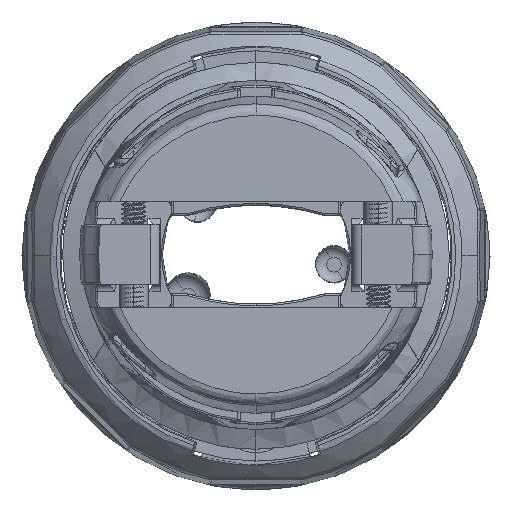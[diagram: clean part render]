
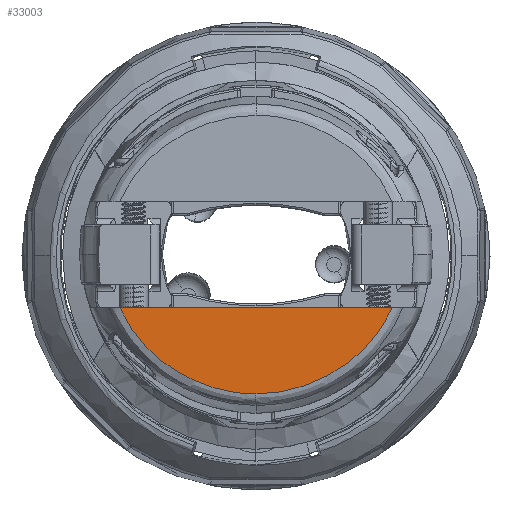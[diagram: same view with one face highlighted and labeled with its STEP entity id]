
A CAD part, top view. The second image highlights one B-rep face of the part: STEP entity #33003.
In plain terms, the highlighted planar face has unit normal (0, -0.009, 1).
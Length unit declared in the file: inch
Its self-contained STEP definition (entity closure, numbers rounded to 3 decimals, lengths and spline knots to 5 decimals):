
#2018 = EDGE_CURVE ( 'NONE', #55754, #145318, #171250, .T. ) ;
#3334 = CARTESIAN_POINT ( 'NONE',  ( 0.98412, -1.15142, 11.2111 ) ) ;
#4207 = CARTESIAN_POINT ( 'NONE',  ( -0.00004, -1.48539, 11.20819 ) ) ;
#5089 = CARTESIAN_POINT ( 'NONE',  ( 0.46376, -1.41536, 11.2088 ) ) ;
#8020 = VECTOR ( 'NONE', #132790, 39.37008 ) ;
#15279 = EDGE_CURVE ( 'NONE', #23795, #55754, #117468, .T. ) ;
#18236 = CARTESIAN_POINT ( 'NONE',  ( 1.01456, -1.12839, 11.2113 ) ) ;
#19109 = CARTESIAN_POINT ( 'NONE',  ( 1.45137, -0.56648, 11.21621 ) ) ;
#19757 = VERTEX_POINT ( 'NONE', #94682 ) ;
#23601 = CARTESIAN_POINT ( 'NONE',  ( -0.62405, -1.35623, 11.20931 ) ) ;
#23795 = VERTEX_POINT ( 'NONE', #71067 ) ;
#24470 = CARTESIAN_POINT ( 'NONE',  ( -1.01459, -1.12836, 11.2113 ) ) ;
#24547 = DIRECTION ( 'NONE',  ( 0., 1., 0.009 ) ) ;
#25065 = ORIENTED_EDGE ( 'NONE', *, *, #2018, .T. ) ;
#26200 = CARTESIAN_POINT ( 'NONE',  ( -0.30002, -1.45837, 11.20842 ) ) ;
#31393 = CARTESIAN_POINT ( 'NONE',  ( 0.15128, -1.4799, 11.20824 ) ) ;
#32257 = CARTESIAN_POINT ( 'NONE',  ( 1.30161, -0.83113, 11.2139 ) ) ;
#33003 = ADVANCED_FACE ( 'NONE', ( #92927 ), #80644, .T. ) ;
#33274 = CARTESIAN_POINT ( 'NONE',  ( -1.42028, -0.63609, 11.2156 ) ) ;
#36451 = CARTESIAN_POINT ( 'NONE',  ( 1.45137, -0.56648, 11.21621 ) ) ;
#39554 = CARTESIAN_POINT ( 'NONE',  ( 0.79345, -1.27413, 11.21003 ) ) ;
#41647 = VECTOR ( 'NONE', #141185, 39.37008 ) ;
#42816 = CARTESIAN_POINT ( 'NONE',  ( 0.29985, -1.45841, 11.20842 ) ) ;
#43550 = EDGE_CURVE ( 'NONE', #19757, #23795, #150910, .T. ) ;
#43686 = CARTESIAN_POINT ( 'NONE',  ( 0.69276, -1.32539, 11.20958 ) ) ;
#45419 = CARTESIAN_POINT ( 'NONE',  ( 0.92214, -1.19529, 11.21072 ) ) ;
#45590 = CARTESIAN_POINT ( 'NONE',  ( -1.15732, -1.00419, 11.21239 ) ) ;
#48657 = LINE ( 'NONE', #73260, #72449 ) ;
#49918 = CARTESIAN_POINT ( 'NONE',  ( -0.00004, -1.48539, 11.20819 ) ) ;
#53353 = CARTESIAN_POINT ( 'NONE',  ( -0.15146, -1.47988, 11.20824 ) ) ;
#55319 = ORIENTED_EDGE ( 'NONE', *, *, #15279, .T. ) ;
#55754 = VERTEX_POINT ( 'NONE', #119553 ) ;
#56832 = CARTESIAN_POINT ( 'NONE',  ( 0.37322, -1.44233, 11.20856 ) ) ;
#58579 = CARTESIAN_POINT ( 'NONE',  ( 0.72672, -1.30904, 11.20973 ) ) ;
#58745 = CARTESIAN_POINT ( 'NONE',  ( -1.38446, -0.70323, 11.21501 ) ) ;
#59613 = CARTESIAN_POINT ( 'NONE',  ( 0.00001, -0.56648, 11.21621 ) ) ;
#64788 = CARTESIAN_POINT ( 'NONE',  ( -0.92233, -1.19515, 11.21072 ) ) ;
#70864 = CARTESIAN_POINT ( 'NONE',  ( 1.32328, -0.79968, 11.21417 ) ) ;
#71067 = CARTESIAN_POINT ( 'NONE',  ( -1.45134, -0.56648, 11.21621 ) ) ;
#71742 = CARTESIAN_POINT ( 'NONE',  ( 1.07355, -1.08088, 11.21172 ) ) ;
#72449 = VECTOR ( 'NONE', #129368, 39.37008 ) ;
#73260 = CARTESIAN_POINT ( 'NONE',  ( 0.00001, -0.56648, 11.21621 ) ) ;
#77938 = CARTESIAN_POINT ( 'NONE',  ( -0.89081, -1.21597, 11.21054 ) ) ;
#78800 = CARTESIAN_POINT ( 'NONE',  ( -0.82654, -1.25537, 11.2102 ) ) ;
#79671 = CARTESIAN_POINT ( 'NONE',  ( -0.07624, -1.48536, 11.20819 ) ) ;
#79782 = EDGE_CURVE ( 'NONE', #100587, #19757, #48657, .T. ) ;
#79945 = EDGE_CURVE ( 'NONE', #145318, #100587, #92441, .T. ) ;
#80644 = PLANE ( 'NONE',  #147215 ) ;
#84056 = CARTESIAN_POINT ( 'NONE',  ( 1.15688, -1.00465, 11.21238 ) ) ;
#84924 = CARTESIAN_POINT ( 'NONE',  ( 0.589, -1.37088, 11.20919 ) ) ;
#85795 = CARTESIAN_POINT ( 'NONE',  ( 1.42028, -0.63614, 11.2156 ) ) ;
#86753 = CARTESIAN_POINT ( 'NONE',  ( 0.88501, -0.56648, 11.21621 ) ) ;
#86833 = CARTESIAN_POINT ( 'NONE',  ( -1.25768, -0.89238, 11.21336 ) ) ;
#92441 = LINE ( 'NONE', #158192, #8020 ) ;
#92843 = CARTESIAN_POINT ( 'NONE',  ( -0.48186, -1.40996, 11.20885 ) ) ;
#92927 = FACE_OUTER_BOUND ( 'NONE', #151039, .T. ) ;
#94682 = CARTESIAN_POINT ( 'NONE',  ( -0.88499, -0.56648, 11.21621 ) ) ;
#96293 = ORIENTED_EDGE ( 'NONE', *, *, #43550, .T. ) ;
#96338 = CARTESIAN_POINT ( 'NONE',  ( 0.53573, -1.39102, 11.20901 ) ) ;
#98065 = CARTESIAN_POINT ( 'NONE',  ( 0.51779, -1.39746, 11.20896 ) ) ;
#98927 = CARTESIAN_POINT ( 'NONE',  ( 1.1022, -1.0563, 11.21193 ) ) ;
#99098 = CARTESIAN_POINT ( 'NONE',  ( -1.10257, -1.05596, 11.21194 ) ) ;
#99964 = CARTESIAN_POINT ( 'NONE',  ( -1.45134, -0.56648, 11.21621 ) ) ;
#100587 = VERTEX_POINT ( 'NONE', #86753 ) ;
#103423 = CARTESIAN_POINT ( 'NONE',  ( -0.69302, -1.32526, 11.20959 ) ) ;
#105171 = CARTESIAN_POINT ( 'NONE',  ( -0.58907, -1.37084, 11.20919 ) ) ;
#112248 = CARTESIAN_POINT ( 'NONE',  ( -1.3028, -0.83191, 11.21389 ) ) ;
#117468 = B_SPLINE_CURVE_WITH_KNOTS ( 'NONE', 3,
 ( #99964, #33274, #58745, #112248, #86833, #165679, #45590, #99098, #144659, #24470, #133195, #64788, #77938, #78800, #129748, #146396, #103423, #23601, #105171, #131460, #92843, #170852, #26200, #53353, #79671, #49918 ),
 .UNSPECIFIED., .F., .F.,
 ( 4, 2, 2, 2, 2, 2, 2, 2, 2, 2, 2, 2, 4 ),
 ( 0., 0.00579, 0.01159, 0.01449, 0.01738, 0.02028, 0.02318, 0.02608, 0.02897, 0.03187, 0.03477, 0.04056, 0.04636 ),
 .UNSPECIFIED. ) ;
#119553 = CARTESIAN_POINT ( 'NONE',  ( -0.00004, -1.48539, 11.20819 ) ) ;
#120098 = CARTESIAN_POINT ( 'NONE',  ( 0.00001, -0.56648, 11.21621 ) ) ;
#120253 = CARTESIAN_POINT ( 'NONE',  ( 1.23254, -0.92104, 11.21311 ) ) ;
#129368 = DIRECTION ( 'NONE',  ( -1., 0., 0. ) ) ;
#129748 = CARTESIAN_POINT ( 'NONE',  ( -0.79377, -1.27394, 11.21003 ) ) ;
#131460 = CARTESIAN_POINT ( 'NONE',  ( -0.51785, -1.39777, 11.20895 ) ) ;
#132790 = DIRECTION ( 'NONE',  ( -1., 0., 0. ) ) ;
#133195 = CARTESIAN_POINT ( 'NONE',  ( -0.98416, -1.15137, 11.2111 ) ) ;
#137560 = CARTESIAN_POINT ( 'NONE',  ( 1.25627, -0.89175, 11.21337 ) ) ;
#138416 = CARTESIAN_POINT ( 'NONE',  ( 0.89057, -1.21613, 11.21054 ) ) ;
#139292 = CARTESIAN_POINT ( 'NONE',  ( 1.38449, -0.70322, 11.21501 ) ) ;
#141185 = DIRECTION ( 'NONE',  ( -1., 0., 0. ) ) ;
#144659 = CARTESIAN_POINT ( 'NONE',  ( -1.07383, -1.08063, 11.21172 ) ) ;
#145318 = VERTEX_POINT ( 'NONE', #36451 ) ;
#146396 = CARTESIAN_POINT ( 'NONE',  ( -0.72701, -1.30889, 11.20973 ) ) ;
#147215 = AXIS2_PLACEMENT_3D ( 'NONE', #120098, #147349, #24547 ) ;
#147349 = DIRECTION ( 'NONE',  ( 0., -0.009, 1. ) ) ;
#149879 = CARTESIAN_POINT ( 'NONE',  ( 0.6239, -1.35631, 11.20931 ) ) ;
#150910 = LINE ( 'NONE', #59613, #41647 ) ;
#151039 = EDGE_LOOP ( 'NONE', ( #55319, #25065, #161291, #157465, #96293 ) ) ;
#151582 = CARTESIAN_POINT ( 'NONE',  ( 0.82623, -1.25556, 11.21019 ) ) ;
#152445 = CARTESIAN_POINT ( 'NONE',  ( 1.18287, -0.97752, 11.21262 ) ) ;
#157465 = ORIENTED_EDGE ( 'NONE', *, *, #79782, .T. ) ;
#158192 = CARTESIAN_POINT ( 'NONE',  ( 0.00001, -0.56648, 11.21621 ) ) ;
#159677 = CARTESIAN_POINT ( 'NONE',  ( 0.48181, -1.40962, 11.20885 ) ) ;
#161291 = ORIENTED_EDGE ( 'NONE', *, *, #79945, .T. ) ;
#162906 = CARTESIAN_POINT ( 'NONE',  ( 0.07609, -1.48536, 11.20819 ) ) ;
#165679 = CARTESIAN_POINT ( 'NONE',  ( -1.1833, -0.97704, 11.21262 ) ) ;
#170852 = CARTESIAN_POINT ( 'NONE',  ( -0.37335, -1.44229, 11.20856 ) ) ;
#171250 = B_SPLINE_CURVE_WITH_KNOTS ( 'NONE', 3,
 ( #4207, #162906, #31393, #42816, #56832, #5089, #159677, #98065, #96338, #84924, #149879, #43686, #58579, #39554, #151582, #138416, #45419, #3334, #18236, #71742, #98927, #84056, #152445, #120253, #137560, #32257, #70864, #139292, #85795, #19109 ),
 .UNSPECIFIED., .F., .F.,
 ( 4, 2, 2, 2, 2, 2, 2, 2, 2, 2, 2, 2, 2, 2, 4 ),
 ( 0., 0.00572, 0.01144, 0.01286, 0.01429, 0.01715, 0.02001, 0.02287, 0.02573, 0.02859, 0.03145, 0.03431, 0.03716, 0.04002, 0.04574 ),
 .UNSPECIFIED. ) ;
